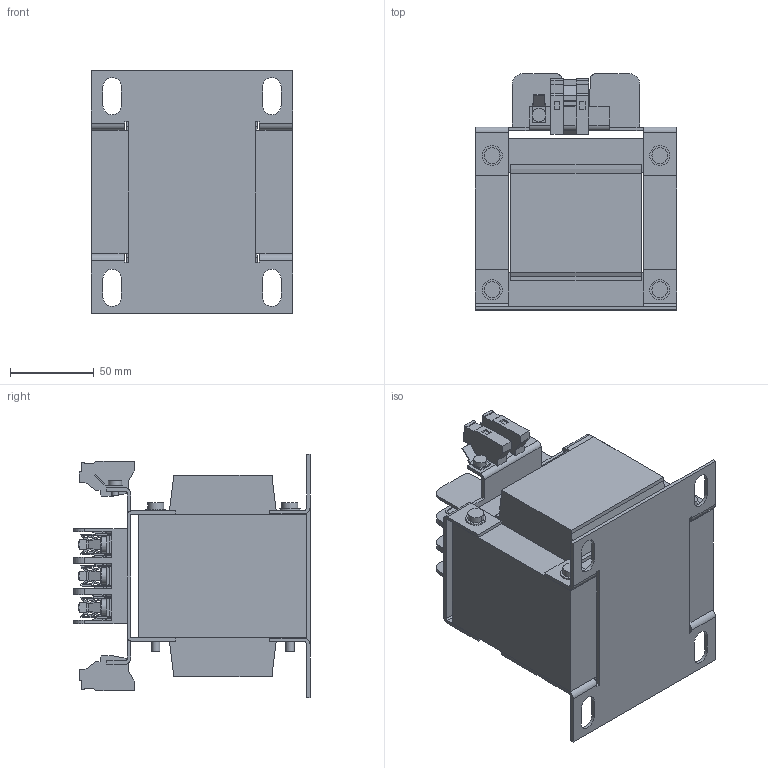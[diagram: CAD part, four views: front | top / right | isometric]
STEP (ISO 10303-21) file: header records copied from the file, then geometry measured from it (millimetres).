
FILE_DESCRIPTION (( 'STEP AP203' ), '1' );
FILE_NAME ('CT-050-060-12-1.step', '2024-10-31T17:07:20', ( '' ), ( '' ), 'SwSTEP 2.0', 'SolidWorks 2023', '' );
FILE_SCHEMA (( 'CONFIG_CONTROL_DESIGN' ));
Products named in the file (1): CT-050-060-12-1
Bounding box: 120 x 140.75 x 145 mm (x, y, z)
Volume: 1231496 mm3; surface area: 193758 mm2
Topology: 2 solids, 8 shells, 1583 faces, 4632 edges, 3050 vertices
Faces by surface type: plane 1029, cylinder 524, cone 24, bspline 6
Entity records: 54983 total; most frequent: CARTESIAN_POINT 12612, ORIENTED_EDGE 9264, DIRECTION 8396, EDGE_CURVE 4632, LINE 3052, VECTOR 3052, VERTEX_POINT 3050, AXIS2_PLACEMENT_3D 2672
